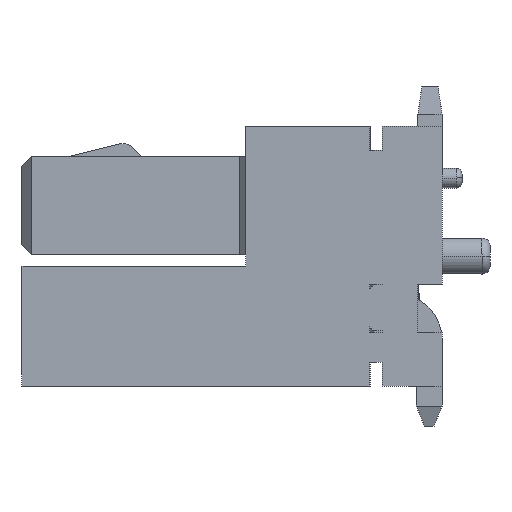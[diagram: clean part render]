
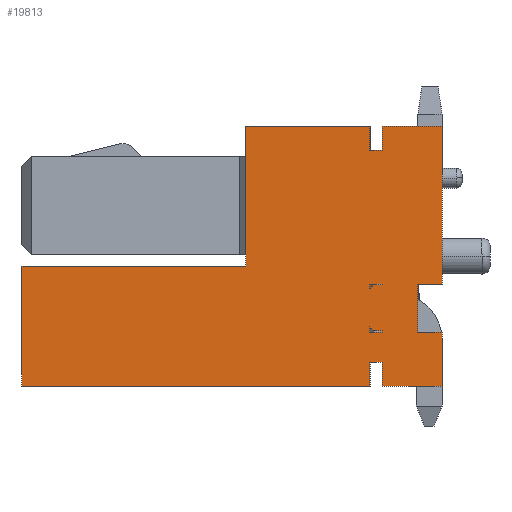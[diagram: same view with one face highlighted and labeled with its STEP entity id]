
A CAD part, left-side view. The second image highlights one B-rep face of the part: STEP entity #19813.
In plain terms, the highlighted planar face has unit normal (-1, 0, 0).
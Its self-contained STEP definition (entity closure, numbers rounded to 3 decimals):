
#35=CARTESIAN_POINT('',(-13.7,-4.6,-2.65));
#36=VERTEX_POINT('',#35);
#53=CARTESIAN_POINT('',(-13.7,-4.9,-2.65));
#54=VERTEX_POINT('',#53);
#61=CARTESIAN_POINT('',(-13.7,-4.9,-2.65));
#62=DIRECTION('',(0.,1.,0.));
#63=VECTOR('',#62,0.3);
#64=LINE('',#61,#63);
#65=EDGE_CURVE('',#54,#36,#64,.T.);
#115=CARTESIAN_POINT('',(-13.7,-4.6,-0.7));
#116=VERTEX_POINT('',#115);
#133=CARTESIAN_POINT('',(-13.7,-4.9,-0.7));
#134=VERTEX_POINT('',#133);
#141=CARTESIAN_POINT('',(-13.7,-4.6,-0.7));
#142=DIRECTION('',(0.,-1.,0.));
#143=VECTOR('',#142,0.3);
#144=LINE('',#141,#143);
#145=EDGE_CURVE('',#116,#134,#144,.T.);
#699=CARTESIAN_POINT('',(-13.7,-4.6,3.25));
#700=VERTEX_POINT('',#699);
#707=CARTESIAN_POINT('',(-13.7,-4.6,2.65));
#708=VERTEX_POINT('',#707);
#709=CARTESIAN_POINT('',(-13.7,-4.6,2.65));
#710=DIRECTION('',(0.,0.,1.));
#711=VECTOR('',#710,0.6);
#712=LINE('',#709,#711);
#713=EDGE_CURVE('',#708,#700,#712,.T.);
#1434=CARTESIAN_POINT('',(-13.7,-4.6,-3.25));
#1435=VERTEX_POINT('',#1434);
#1442=CARTESIAN_POINT('',(-13.7,4.1,-3.25));
#1443=VERTEX_POINT('',#1442);
#1444=CARTESIAN_POINT('',(-13.7,4.1,-3.25));
#1445=DIRECTION('',(0.,-1.,0.));
#1446=VECTOR('',#1445,8.7);
#1447=LINE('',#1444,#1446);
#1448=EDGE_CURVE('',#1443,#1435,#1447,.T.);
#4774=CARTESIAN_POINT('',(-13.7,-4.9,-1.9));
#4775=VERTEX_POINT('',#4774);
#4790=CARTESIAN_POINT('',(-13.7,-4.6,-1.9));
#4791=VERTEX_POINT('',#4790);
#4798=CARTESIAN_POINT('',(-13.7,-4.9,-1.9));
#4799=DIRECTION('',(0.,1.,0.));
#4800=VECTOR('',#4799,0.3);
#4801=LINE('',#4798,#4800);
#4802=EDGE_CURVE('',#4775,#4791,#4801,.T.);
#7485=CARTESIAN_POINT('',(-13.7,-1.5,-0.25));
#7486=VERTEX_POINT('',#7485);
#7493=CARTESIAN_POINT('',(-13.7,-1.5,3.25));
#7494=VERTEX_POINT('',#7493);
#7495=CARTESIAN_POINT('',(-13.7,-1.5,3.25));
#7496=DIRECTION('',(0.,0.,-1.));
#7497=VECTOR('',#7496,3.5);
#7498=LINE('',#7495,#7497);
#7499=EDGE_CURVE('',#7494,#7486,#7498,.T.);
#8704=CARTESIAN_POINT('',(-13.7,4.1,-0.25));
#8705=VERTEX_POINT('',#8704);
#8712=CARTESIAN_POINT('',(-13.7,-1.5,-0.25));
#8713=DIRECTION('',(0.,1.,0.));
#8714=VECTOR('',#8713,5.6);
#8715=LINE('',#8712,#8714);
#8716=EDGE_CURVE('',#7486,#8705,#8715,.T.);
#8746=CARTESIAN_POINT('',(-13.7,4.1,-0.25));
#8747=DIRECTION('',(0.,0.,-1.));
#8748=VECTOR('',#8747,3.);
#8749=LINE('',#8746,#8748);
#8750=EDGE_CURVE('',#8705,#1443,#8749,.T.);
#9227=CARTESIAN_POINT('',(-13.7,-4.6,3.25));
#9228=DIRECTION('',(0.,1.,0.));
#9229=VECTOR('',#9228,3.1);
#9230=LINE('',#9227,#9229);
#9231=EDGE_CURVE('',#700,#7494,#9230,.T.);
#18550=CARTESIAN_POINT('',(-13.7,-4.9,2.65));
#18551=VERTEX_POINT('',#18550);
#18560=CARTESIAN_POINT('',(-13.7,-4.9,2.65));
#18561=DIRECTION('',(0.,1.,0.));
#18562=VECTOR('',#18561,0.3);
#18563=LINE('',#18560,#18562);
#18564=EDGE_CURVE('',#18551,#708,#18563,.T.);
#19269=CARTESIAN_POINT('',(-13.7,-4.6,-3.25));
#19270=DIRECTION('',(0.,0.,1.));
#19271=VECTOR('',#19270,0.6);
#19272=LINE('',#19269,#19271);
#19273=EDGE_CURVE('',#1435,#36,#19272,.T.);
#19293=CARTESIAN_POINT('',(-13.7,-4.6,-1.775));
#19294=VERTEX_POINT('',#19293);
#19301=CARTESIAN_POINT('',(-13.7,-4.6,-1.9));
#19302=DIRECTION('',(0.,0.,1.));
#19303=VECTOR('',#19302,0.125);
#19304=LINE('',#19301,#19303);
#19305=EDGE_CURVE('',#4791,#19294,#19304,.T.);
#19342=CARTESIAN_POINT('',(-13.7,-4.6,-0.825));
#19343=VERTEX_POINT('',#19342);
#19344=CARTESIAN_POINT('',(-13.7,-4.6,-0.825));
#19345=DIRECTION('',(0.,0.,1.));
#19346=VECTOR('',#19345,0.125);
#19347=LINE('',#19344,#19346);
#19348=EDGE_CURVE('',#19343,#116,#19347,.T.);
#19462=CARTESIAN_POINT('',(-13.7,-4.9,-3.25));
#19463=VERTEX_POINT('',#19462);
#19464=CARTESIAN_POINT('',(-13.7,-4.9,-2.65));
#19465=DIRECTION('',(0.,0.,-1.));
#19466=VECTOR('',#19465,0.6);
#19467=LINE('',#19464,#19466);
#19468=EDGE_CURVE('',#54,#19463,#19467,.T.);
#19473=CARTESIAN_POINT('',(-13.7,-4.9,-1.875));
#19474=VERTEX_POINT('',#19473);
#19475=CARTESIAN_POINT('',(-13.7,-4.9,-1.875));
#19476=DIRECTION('',(0.,0.,-1.));
#19477=VECTOR('',#19476,0.025);
#19478=LINE('',#19475,#19477);
#19479=EDGE_CURVE('',#19474,#4775,#19478,.T.);
#19677=CARTESIAN_POINT('',(-13.7,-4.7,-1.875));
#19678=VERTEX_POINT('',#19677);
#19679=CARTESIAN_POINT('',(-13.7,-4.6,-1.775));
#19680=DIRECTION('',(0.,-0.707,-0.707));
#19681=VECTOR('',#19680,0.141);
#19682=LINE('',#19679,#19681);
#19683=EDGE_CURVE('',#19294,#19678,#19682,.T.);
#19696=CARTESIAN_POINT('',(-13.7,-0.75,-3.35));
#19697=DIRECTION('',(0.,0.,1.));
#19698=DIRECTION('',(-1.,0.,0.));
#19699=AXIS2_PLACEMENT_3D('',#19696,#19698,#19697);
#19700=PLANE('',#19699);
#19701=ORIENTED_EDGE('',*,*,#19468,.T.);
#19702=CARTESIAN_POINT('',(-13.7,-6.4,-3.25));
#19703=VERTEX_POINT('',#19702);
#19704=CARTESIAN_POINT('',(-13.7,-4.9,-3.25));
#19705=DIRECTION('',(0.,-1.,0.));
#19706=VECTOR('',#19705,1.5);
#19707=LINE('',#19704,#19706);
#19708=EDGE_CURVE('',#19463,#19703,#19707,.T.);
#19709=ORIENTED_EDGE('',*,*,#19708,.T.);
#19710=CARTESIAN_POINT('',(-13.7,-6.4,-1.9));
#19711=VERTEX_POINT('',#19710);
#19712=CARTESIAN_POINT('',(-13.7,-6.4,-3.25));
#19713=DIRECTION('',(0.,0.,1.));
#19714=VECTOR('',#19713,1.35);
#19715=LINE('',#19712,#19714);
#19716=EDGE_CURVE('',#19703,#19711,#19715,.T.);
#19717=ORIENTED_EDGE('',*,*,#19716,.T.);
#19718=CARTESIAN_POINT('',(-13.7,-5.8,-1.9));
#19719=VERTEX_POINT('',#19718);
#19720=CARTESIAN_POINT('',(-13.7,-6.4,-1.9));
#19721=DIRECTION('',(0.,1.,0.));
#19722=VECTOR('',#19721,0.6);
#19723=LINE('',#19720,#19722);
#19724=EDGE_CURVE('',#19711,#19719,#19723,.T.);
#19725=ORIENTED_EDGE('',*,*,#19724,.T.);
#19726=CARTESIAN_POINT('',(-13.7,-5.8,-0.7));
#19727=VERTEX_POINT('',#19726);
#19728=CARTESIAN_POINT('',(-13.7,-5.8,-1.9));
#19729=DIRECTION('',(0.,0.,1.));
#19730=VECTOR('',#19729,1.2);
#19731=LINE('',#19728,#19730);
#19732=EDGE_CURVE('',#19719,#19727,#19731,.T.);
#19733=ORIENTED_EDGE('',*,*,#19732,.T.);
#19734=CARTESIAN_POINT('',(-13.7,-6.4,-0.7));
#19735=VERTEX_POINT('',#19734);
#19736=CARTESIAN_POINT('',(-13.7,-5.8,-0.7));
#19737=DIRECTION('',(0.,-1.,0.));
#19738=VECTOR('',#19737,0.6);
#19739=LINE('',#19736,#19738);
#19740=EDGE_CURVE('',#19727,#19735,#19739,.T.);
#19741=ORIENTED_EDGE('',*,*,#19740,.T.);
#19742=CARTESIAN_POINT('',(-13.7,-6.4,3.25));
#19743=VERTEX_POINT('',#19742);
#19744=CARTESIAN_POINT('',(-13.7,-6.4,-0.7));
#19745=DIRECTION('',(0.,0.,1.));
#19746=VECTOR('',#19745,3.95);
#19747=LINE('',#19744,#19746);
#19748=EDGE_CURVE('',#19735,#19743,#19747,.T.);
#19749=ORIENTED_EDGE('',*,*,#19748,.T.);
#19750=CARTESIAN_POINT('',(-13.7,-4.9,3.25));
#19751=VERTEX_POINT('',#19750);
#19752=CARTESIAN_POINT('',(-13.7,-6.4,3.25));
#19753=DIRECTION('',(0.,1.,0.));
#19754=VECTOR('',#19753,1.5);
#19755=LINE('',#19752,#19754);
#19756=EDGE_CURVE('',#19743,#19751,#19755,.T.);
#19757=ORIENTED_EDGE('',*,*,#19756,.T.);
#19758=CARTESIAN_POINT('',(-13.7,-4.9,3.25));
#19759=DIRECTION('',(0.,0.,-1.));
#19760=VECTOR('',#19759,0.6);
#19761=LINE('',#19758,#19760);
#19762=EDGE_CURVE('',#19751,#18551,#19761,.T.);
#19763=ORIENTED_EDGE('',*,*,#19762,.T.);
#19764=ORIENTED_EDGE('',*,*,#18564,.T.);
#19765=ORIENTED_EDGE('',*,*,#713,.T.);
#19766=ORIENTED_EDGE('',*,*,#9231,.T.);
#19767=ORIENTED_EDGE('',*,*,#7499,.T.);
#19768=ORIENTED_EDGE('',*,*,#8716,.T.);
#19769=ORIENTED_EDGE('',*,*,#8750,.T.);
#19770=ORIENTED_EDGE('',*,*,#1448,.T.);
#19771=ORIENTED_EDGE('',*,*,#19273,.T.);
#19772=ORIENTED_EDGE('',*,*,#65,.F.);
#19773=EDGE_LOOP('',(#19701,#19709,#19717,#19725,#19733,#19741,#19749,#19757,#19763,#19764,#19765,#19766,#19767,#19768,#19769,#19770,#19771,#19772));
#19774=FACE_OUTER_BOUND('',#19773,.T.);
#19775=ORIENTED_EDGE('',*,*,#19348,.T.);
#19776=ORIENTED_EDGE('',*,*,#145,.T.);
#19777=CARTESIAN_POINT('',(-13.7,-4.9,-0.725));
#19778=VERTEX_POINT('',#19777);
#19779=CARTESIAN_POINT('',(-13.7,-4.9,-0.7));
#19780=DIRECTION('',(0.,0.,-1.));
#19781=VECTOR('',#19780,0.025);
#19782=LINE('',#19779,#19781);
#19783=EDGE_CURVE('',#134,#19778,#19782,.T.);
#19784=ORIENTED_EDGE('',*,*,#19783,.T.);
#19785=CARTESIAN_POINT('',(-13.7,-4.7,-0.725));
#19786=VERTEX_POINT('',#19785);
#19787=CARTESIAN_POINT('',(-13.7,-4.9,-0.725));
#19788=DIRECTION('',(0.,1.,0.));
#19789=VECTOR('',#19788,0.2);
#19790=LINE('',#19787,#19789);
#19791=EDGE_CURVE('',#19778,#19786,#19790,.T.);
#19792=ORIENTED_EDGE('',*,*,#19791,.T.);
#19793=CARTESIAN_POINT('',(-13.7,-4.7,-0.725));
#19794=DIRECTION('',(0.,0.707,-0.707));
#19795=VECTOR('',#19794,0.141);
#19796=LINE('',#19793,#19795);
#19797=EDGE_CURVE('',#19786,#19343,#19796,.T.);
#19798=ORIENTED_EDGE('',*,*,#19797,.T.);
#19799=EDGE_LOOP('',(#19775,#19776,#19784,#19792,#19798));
#19800=FACE_BOUND('',#19799,.T.);
#19801=ORIENTED_EDGE('',*,*,#19683,.T.);
#19802=CARTESIAN_POINT('',(-13.7,-4.7,-1.875));
#19803=DIRECTION('',(0.,-1.,0.));
#19804=VECTOR('',#19803,0.2);
#19805=LINE('',#19802,#19804);
#19806=EDGE_CURVE('',#19678,#19474,#19805,.T.);
#19807=ORIENTED_EDGE('',*,*,#19806,.T.);
#19808=ORIENTED_EDGE('',*,*,#19479,.T.);
#19809=ORIENTED_EDGE('',*,*,#4802,.T.);
#19810=ORIENTED_EDGE('',*,*,#19305,.T.);
#19811=EDGE_LOOP('',(#19801,#19807,#19808,#19809,#19810));
#19812=FACE_BOUND('',#19811,.T.);
#19813=ADVANCED_FACE('',(#19774,#19800,#19812),#19700,.T.);
